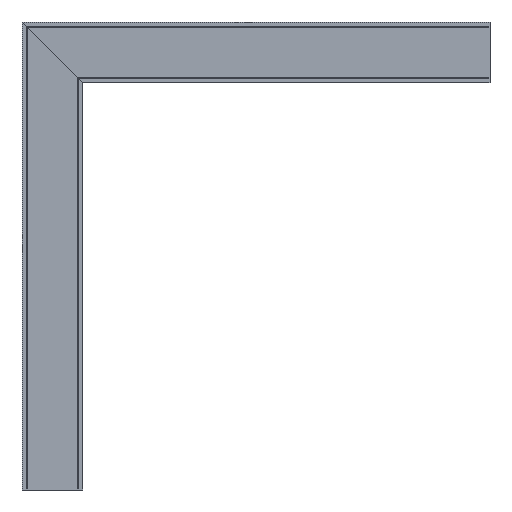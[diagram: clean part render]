
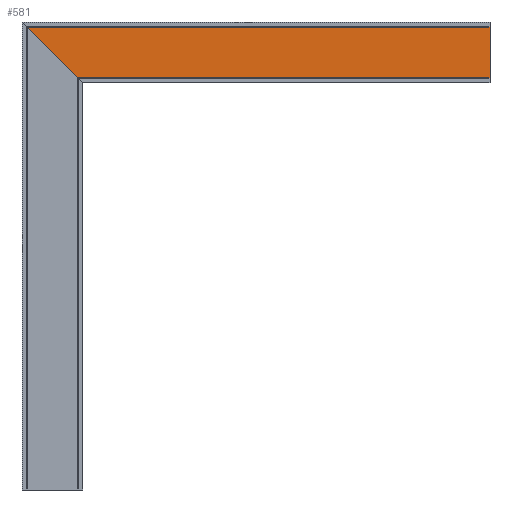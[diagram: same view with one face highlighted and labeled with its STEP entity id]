
A CAD part, front view. The second image highlights one B-rep face of the part: STEP entity #581.
In plain terms, the highlighted planar face has unit normal (0, -1, 0).
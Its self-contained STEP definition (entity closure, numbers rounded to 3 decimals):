
#38 = DIRECTION ( 'NONE',  ( 0., 0., 1. ) ) ;
#42 = DIRECTION ( 'NONE',  ( -0.707, 0., 0.707 ) ) ;
#52 = DIRECTION ( 'NONE',  ( -1., 0., 0. ) ) ;
#73 = CARTESIAN_POINT ( 'NONE',  ( 0., -2., -23.8 ) ) ;
#90 = CARTESIAN_POINT ( 'NONE',  ( 0., -2., -2.2 ) ) ;
#99 = LINE ( 'NONE', #399, #540 ) ;
#114 = VECTOR ( 'NONE', #759, 1000. ) ;
#135 = EDGE_LOOP ( 'NONE', ( #625, #194, #231, #385 ) ) ;
#141 = AXIS2_PLACEMENT_3D ( 'NONE', #750, #563, #38 ) ;
#159 = LINE ( 'NONE', #672, #394 ) ;
#177 = VERTEX_POINT ( 'NONE', #73 ) ;
#180 = LINE ( 'NONE', #534, #114 ) ;
#194 = ORIENTED_EDGE ( 'NONE', *, *, #666, .F. ) ;
#231 = ORIENTED_EDGE ( 'NONE', *, *, #755, .T. ) ;
#341 = LINE ( 'NONE', #623, #603 ) ;
#385 = ORIENTED_EDGE ( 'NONE', *, *, #531, .F. ) ;
#394 = VECTOR ( 'NONE', #42, 1000. ) ;
#399 = CARTESIAN_POINT ( 'NONE',  ( 0., -2., -23.8 ) ) ;
#505 = EDGE_CURVE ( 'NONE', #177, #715, #99, .T. ) ;
#519 = PLANE ( 'NONE',  #141 ) ;
#531 = EDGE_CURVE ( 'NONE', #715, #762, #159, .T. ) ;
#534 = CARTESIAN_POINT ( 'NONE',  ( 0., -2., -2.2 ) ) ;
#540 = VECTOR ( 'NONE', #52, 1000. ) ;
#563 = DIRECTION ( 'NONE',  ( 0., 1., 0. ) ) ;
#581 = ADVANCED_FACE ( 'NONE', ( #680 ), #519, .F. ) ;
#603 = VECTOR ( 'NONE', #618, 1000. ) ;
#618 = DIRECTION ( 'NONE',  ( 0., 0., -1. ) ) ;
#623 = CARTESIAN_POINT ( 'NONE',  ( 0., -2., -23.8 ) ) ;
#625 = ORIENTED_EDGE ( 'NONE', *, *, #505, .F. ) ;
#643 = CARTESIAN_POINT ( 'NONE',  ( -197.8, -2., -2.2 ) ) ;
#656 = VERTEX_POINT ( 'NONE', #90 ) ;
#666 = EDGE_CURVE ( 'NONE', #656, #177, #341, .T. ) ;
#672 = CARTESIAN_POINT ( 'NONE',  ( -88.1, -2., -111.9 ) ) ;
#680 = FACE_OUTER_BOUND ( 'NONE', #135, .T. ) ;
#681 = CARTESIAN_POINT ( 'NONE',  ( -176.2, -2., -23.8 ) ) ;
#715 = VERTEX_POINT ( 'NONE', #681 ) ;
#750 = CARTESIAN_POINT ( 'NONE',  ( 0., -2., -23.8 ) ) ;
#755 = EDGE_CURVE ( 'NONE', #656, #762, #180, .T. ) ;
#759 = DIRECTION ( 'NONE',  ( -1., 0., 0. ) ) ;
#762 = VERTEX_POINT ( 'NONE', #643 ) ;
